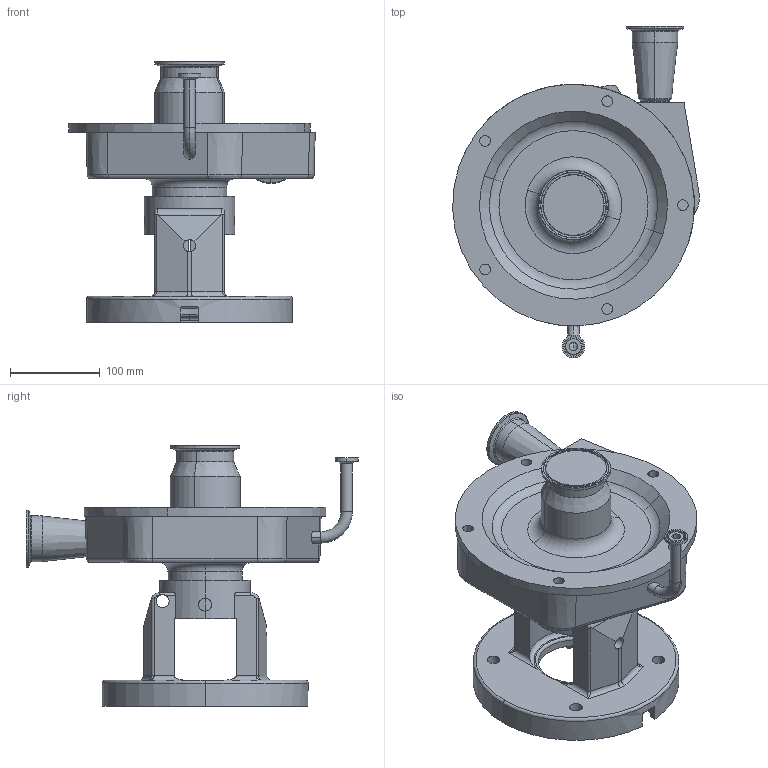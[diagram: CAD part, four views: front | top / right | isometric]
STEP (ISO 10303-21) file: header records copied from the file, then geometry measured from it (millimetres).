
FILE_DESCRIPTION (( 'STEP AP214' ), '1' );
FILE_NAME ('FPX 1741-1742 180TC VERT 1-2 In ELBOW FRONT.STEP', '2022-12-16T16:40:43', ( '' ), ( '' ), 'SwSTEP 2.0', 'SolidWorks 2021', '' );
FILE_SCHEMA (( 'AUTOMOTIVE_DESIGN' ));
Length unit declared in the file: millimetre
Products named in the file (2): FPX 1740 180TC 1-2 In ELBOW FRONT^1275000083.STEP; FPX 1741-1742 180TC VERT 1-2 In ELBOW FRONT
Assembly tree (1 placements, depth 2):
  FPX 1741-1742 180TC VERT 1-2 In ELBOW FRONT
    FPX 1740 180TC 1-2 In ELBOW FRONT^1275000083.STEP
Bounding box: 275.42 x 370.7 x 291 mm (x, y, z)
Volume: 4015470.1 mm3; surface area: 499288.3 mm2
Topology: 1 solids, 2 shells, 389 faces, 941 edges, 555 vertices
Faces by surface type: cylinder 152, torus 107, plane 71, cone 37, bspline 13, sphere 9
Entity records: 18146 total; most frequent: CARTESIAN_POINT 8910, DIRECTION 2094, ORIENTED_EDGE 1862, EDGE_CURVE 931, AXIS2_PLACEMENT_3D 890, VERTEX_POINT 553, CIRCLE 510, EDGE_LOOP 422
